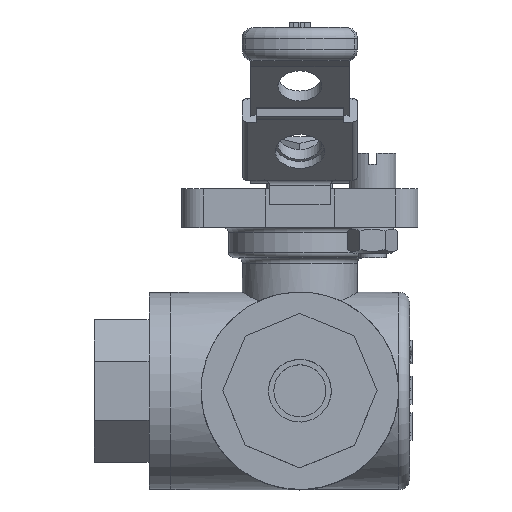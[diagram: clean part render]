
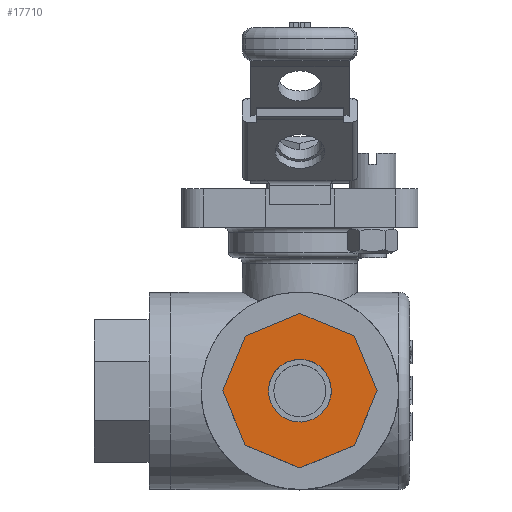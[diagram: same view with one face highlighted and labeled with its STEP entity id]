
A CAD part, top view. The second image highlights one B-rep face of the part: STEP entity #17710.
In plain terms, the highlighted planar face has unit normal (0, 0, 1).
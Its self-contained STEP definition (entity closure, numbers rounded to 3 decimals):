
#1079=FACE_BOUND('',#3109,.T.);
#1383=PLANE('',#18607);
#2114=FACE_OUTER_BOUND('',#3108,.T.);
#3108=EDGE_LOOP('',(#13591,#13592,#13593,#13594,#13595,#13596,#13597,#13598));
#3109=EDGE_LOOP('',(#13599,#13600));
#4415=LINE('',#27231,#6050);
#4418=LINE('',#27237,#6053);
#4421=LINE('',#27243,#6056);
#4424=LINE('',#27249,#6059);
#4427=LINE('',#27255,#6062);
#4430=LINE('',#27261,#6065);
#4433=LINE('',#27267,#6068);
#4436=LINE('',#27271,#6071);
#6050=VECTOR('',#20513,10.);
#6053=VECTOR('',#20518,10.);
#6056=VECTOR('',#20523,10.);
#6059=VECTOR('',#20528,10.);
#6062=VECTOR('',#20533,10.);
#6065=VECTOR('',#20538,10.);
#6068=VECTOR('',#20543,10.);
#6071=VECTOR('',#20548,10.);
#7021=CIRCLE('',#18596,5.723);
#7022=CIRCLE('',#18597,5.723);
#7893=VERTEX_POINT('',#27217);
#7894=VERTEX_POINT('',#27218);
#7898=VERTEX_POINT('',#27228);
#7899=VERTEX_POINT('',#27230);
#7901=VERTEX_POINT('',#27236);
#7903=VERTEX_POINT('',#27242);
#7905=VERTEX_POINT('',#27248);
#7907=VERTEX_POINT('',#27254);
#7909=VERTEX_POINT('',#27260);
#7911=VERTEX_POINT('',#27266);
#9928=EDGE_CURVE('',#7893,#7894,#7021,.T.);
#9929=EDGE_CURVE('',#7894,#7893,#7022,.T.);
#9934=EDGE_CURVE('',#7899,#7898,#4415,.T.);
#9937=EDGE_CURVE('',#7901,#7899,#4418,.T.);
#9940=EDGE_CURVE('',#7903,#7901,#4421,.T.);
#9943=EDGE_CURVE('',#7905,#7903,#4424,.T.);
#9946=EDGE_CURVE('',#7907,#7905,#4427,.T.);
#9949=EDGE_CURVE('',#7909,#7907,#4430,.T.);
#9952=EDGE_CURVE('',#7911,#7909,#4433,.T.);
#9955=EDGE_CURVE('',#7898,#7911,#4436,.T.);
#13591=ORIENTED_EDGE('',*,*,#9955,.T.);
#13592=ORIENTED_EDGE('',*,*,#9952,.T.);
#13593=ORIENTED_EDGE('',*,*,#9949,.T.);
#13594=ORIENTED_EDGE('',*,*,#9946,.T.);
#13595=ORIENTED_EDGE('',*,*,#9943,.T.);
#13596=ORIENTED_EDGE('',*,*,#9940,.T.);
#13597=ORIENTED_EDGE('',*,*,#9937,.T.);
#13598=ORIENTED_EDGE('',*,*,#9934,.T.);
#13599=ORIENTED_EDGE('',*,*,#9928,.T.);
#13600=ORIENTED_EDGE('',*,*,#9929,.T.);
#17710=ADVANCED_FACE('',(#2114,#1079),#1383,.T.);
#18596=AXIS2_PLACEMENT_3D('',#27219,#20502,#20503);
#18597=AXIS2_PLACEMENT_3D('',#27220,#20504,#20505);
#18607=AXIS2_PLACEMENT_3D('',#27272,#20549,#20550);
#20502=DIRECTION('center_axis',(0.,0.,-1.));
#20503=DIRECTION('ref_axis',(-0.924,-0.383,0.));
#20504=DIRECTION('center_axis',(0.,0.,-1.));
#20505=DIRECTION('ref_axis',(-0.924,-0.383,0.));
#20513=DIRECTION('',(0.383,-0.924,0.));
#20518=DIRECTION('',(-0.383,-0.924,0.));
#20523=DIRECTION('',(-0.924,-0.383,0.));
#20528=DIRECTION('',(-0.924,0.383,0.));
#20533=DIRECTION('',(-0.383,0.924,0.));
#20538=DIRECTION('',(0.383,0.924,0.));
#20543=DIRECTION('',(0.924,0.383,0.));
#20548=DIRECTION('',(0.924,-0.383,0.));
#20549=DIRECTION('center_axis',(0.,0.,1.));
#20550=DIRECTION('ref_axis',(-0.924,-0.383,0.));
#27217=CARTESIAN_POINT('',(-5.287,-2.19,37.5));
#27218=CARTESIAN_POINT('',(5.287,2.19,37.5));
#27219=CARTESIAN_POINT('Origin',(0.,0.,37.5));
#27220=CARTESIAN_POINT('Origin',(0.,0.,37.5));
#27228=CARTESIAN_POINT('',(-9.95,-9.95,37.5));
#27230=CARTESIAN_POINT('',(-14.071,0.,37.5));
#27231=CARTESIAN_POINT('',(-9.95,-9.95,37.5));
#27236=CARTESIAN_POINT('',(-9.95,9.95,37.5));
#27237=CARTESIAN_POINT('',(-14.071,0.,37.5));
#27242=CARTESIAN_POINT('',(0.,14.071,37.5));
#27243=CARTESIAN_POINT('',(-9.95,9.95,37.5));
#27248=CARTESIAN_POINT('',(9.95,9.95,37.5));
#27249=CARTESIAN_POINT('',(0.,14.071,37.5));
#27254=CARTESIAN_POINT('',(14.071,0.,37.5));
#27255=CARTESIAN_POINT('',(9.95,9.95,37.5));
#27260=CARTESIAN_POINT('',(9.95,-9.95,37.5));
#27261=CARTESIAN_POINT('',(14.071,0.,37.5));
#27266=CARTESIAN_POINT('',(0.,-14.071,37.5));
#27267=CARTESIAN_POINT('',(9.95,-9.95,37.5));
#27271=CARTESIAN_POINT('',(0.,-14.071,37.5));
#27272=CARTESIAN_POINT('Origin',(0.,0.,
37.5));
